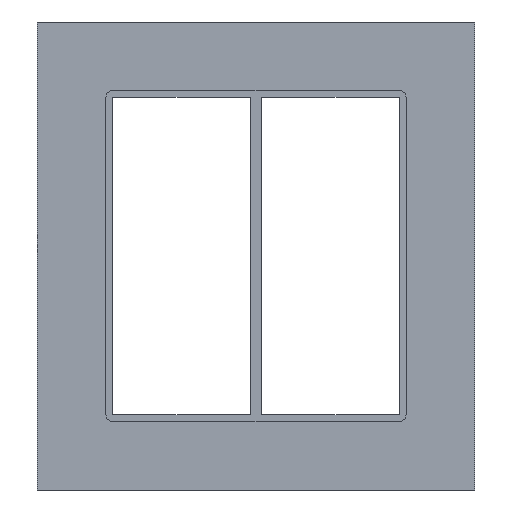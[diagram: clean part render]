
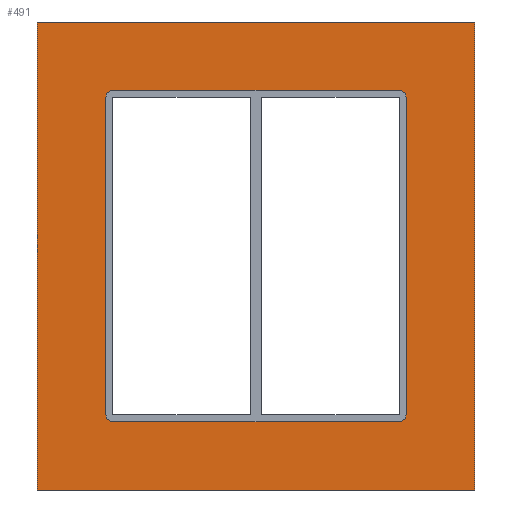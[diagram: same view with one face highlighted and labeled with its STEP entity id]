
A CAD part, front view. The second image highlights one B-rep face of the part: STEP entity #491.
In plain terms, the highlighted planar face has unit normal (0, -1, 0).
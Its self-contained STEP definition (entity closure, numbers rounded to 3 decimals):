
#382=CARTESIAN_POINT('',(0.0,0.0,0.));
#383=DIRECTION('',(0.0,1.0,0.0));
#384=DIRECTION('',(0.0,0.0,1.0));
#385=AXIS2_PLACEMENT_3D('',#382,#383,#384);
#386=PLANE('',#385);
#387=CARTESIAN_POINT('',(-191.5,0.0,205.0));
#388=VERTEX_POINT('',#387);
#389=CARTESIAN_POINT('',(191.5,0.0,205.0));
#390=VERTEX_POINT('',#389);
#391=CARTESIAN_POINT('',(-191.5,0.0,205.0));
#392=DIRECTION('',(1.0,0.0,0.0));
#393=VECTOR('',#392,383.0);
#394=LINE('',#391,#393);
#395=EDGE_CURVE('',#388,#390,#394,.T.);
#396=ORIENTED_EDGE('',*,*,#395,.F.);
#397=CARTESIAN_POINT('',(-191.5,0.0,-205.));
#398=VERTEX_POINT('',#397);
#399=CARTESIAN_POINT('',(-191.5,0.0,-205.));
#400=DIRECTION('',(0.0,0.0,1.0));
#401=VECTOR('',#400,410.0);
#402=LINE('',#399,#401);
#403=EDGE_CURVE('',#398,#388,#402,.T.);
#404=ORIENTED_EDGE('',*,*,#403,.F.);
#405=CARTESIAN_POINT('',(191.5,0.0,-205.));
#406=VERTEX_POINT('',#405);
#407=CARTESIAN_POINT('',(191.5,0.0,-205.));
#408=DIRECTION('',(-1.0,0.0,0.0));
#409=VECTOR('',#408,383.0);
#410=LINE('',#407,#409);
#411=EDGE_CURVE('',#406,#398,#410,.T.);
#412=ORIENTED_EDGE('',*,*,#411,.F.);
#413=CARTESIAN_POINT('',(191.5,0.0,205.0));
#414=DIRECTION('',(0.0,0.0,-1.0));
#415=VECTOR('',#414,410.0);
#416=LINE('',#413,#415);
#417=EDGE_CURVE('',#390,#406,#416,.T.);
#418=ORIENTED_EDGE('',*,*,#417,.F.);
#419=EDGE_LOOP('',(#396,#404,#412,#418));
#420=FACE_OUTER_BOUND('',#419,.T.);
#421=CARTESIAN_POINT('',(-131.5,0.0,-139.0));
#422=VERTEX_POINT('',#421);
#423=CARTESIAN_POINT('',(-125.5,0.0,-145.0));
#424=VERTEX_POINT('',#423);
#425=CARTESIAN_POINT('',(-125.5,0.0,-139.0));
#426=DIRECTION('',(0.0,-1.0,0.0));
#427=DIRECTION('',(-0.707,0.0,-0.707));
#428=AXIS2_PLACEMENT_3D('',#425,#426,#427);
#429=CIRCLE('',#428,6.);
#430=EDGE_CURVE('',#422,#424,#429,.T.);
#431=ORIENTED_EDGE('',*,*,#430,.F.);
#432=CARTESIAN_POINT('',(-131.5,0.0,139.0));
#433=VERTEX_POINT('',#432);
#434=CARTESIAN_POINT('',(-131.5,0.0,139.0));
#435=DIRECTION('',(0.0,0.0,-1.0));
#436=VECTOR('',#435,278.0);
#437=LINE('',#434,#436);
#438=EDGE_CURVE('',#433,#422,#437,.T.);
#439=ORIENTED_EDGE('',*,*,#438,.F.);
#440=CARTESIAN_POINT('',(-125.5,0.0,145.0));
#441=VERTEX_POINT('',#440);
#442=CARTESIAN_POINT('',(-125.5,0.0,139.0));
#443=DIRECTION('',(0.0,-1.0,0.0));
#444=DIRECTION('',(-0.707,0.0,0.707));
#445=AXIS2_PLACEMENT_3D('',#442,#443,#444);
#446=CIRCLE('',#445,6.);
#447=EDGE_CURVE('',#441,#433,#446,.T.);
#448=ORIENTED_EDGE('',*,*,#447,.F.);
#449=CARTESIAN_POINT('',(125.5,0.0,145.0));
#450=VERTEX_POINT('',#449);
#451=CARTESIAN_POINT('',(125.5,0.0,145.0));
#452=DIRECTION('',(-1.0,0.0,0.0));
#453=VECTOR('',#452,251.0);
#454=LINE('',#451,#453);
#455=EDGE_CURVE('',#450,#441,#454,.T.);
#456=ORIENTED_EDGE('',*,*,#455,.F.);
#457=CARTESIAN_POINT('',(131.5,0.0,139.0));
#458=VERTEX_POINT('',#457);
#459=CARTESIAN_POINT('',(125.5,0.0,139.0));
#460=DIRECTION('',(0.0,-1.0,0.0));
#461=DIRECTION('',(0.707,0.0,0.707));
#462=AXIS2_PLACEMENT_3D('',#459,#460,#461);
#463=CIRCLE('',#462,6.);
#464=EDGE_CURVE('',#458,#450,#463,.T.);
#465=ORIENTED_EDGE('',*,*,#464,.F.);
#466=CARTESIAN_POINT('',(131.5,0.0,-139.0));
#467=VERTEX_POINT('',#466);
#468=CARTESIAN_POINT('',(131.5,0.0,-139.0));
#469=DIRECTION('',(0.0,0.0,1.0));
#470=VECTOR('',#469,278.0);
#471=LINE('',#468,#470);
#472=EDGE_CURVE('',#467,#458,#471,.T.);
#473=ORIENTED_EDGE('',*,*,#472,.F.);
#474=CARTESIAN_POINT('',(125.5,0.0,-145.0));
#475=VERTEX_POINT('',#474);
#476=CARTESIAN_POINT('',(125.5,0.0,-139.0));
#477=DIRECTION('',(0.0,-1.0,0.0));
#478=DIRECTION('',(0.707,0.0,-0.707));
#479=AXIS2_PLACEMENT_3D('',#476,#477,#478);
#480=CIRCLE('',#479,6.);
#481=EDGE_CURVE('',#475,#467,#480,.T.);
#482=ORIENTED_EDGE('',*,*,#481,.F.);
#483=CARTESIAN_POINT('',(-125.5,0.0,-145.0));
#484=DIRECTION('',(1.0,0.0,0.0));
#485=VECTOR('',#484,251.0);
#486=LINE('',#483,#485);
#487=EDGE_CURVE('',#424,#475,#486,.T.);
#488=ORIENTED_EDGE('',*,*,#487,.F.);
#489=EDGE_LOOP('',(#431,#439,#448,#456,#465,#473,#482,#488));
#490=FACE_BOUND('',#489,.T.);
#491=ADVANCED_FACE('',(#420,#490),#386,.F.);
